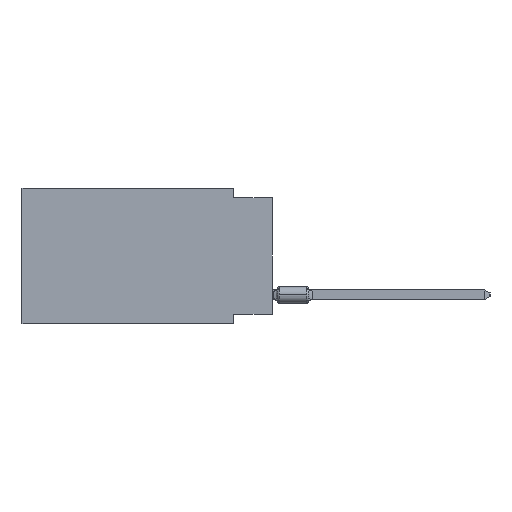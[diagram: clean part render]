
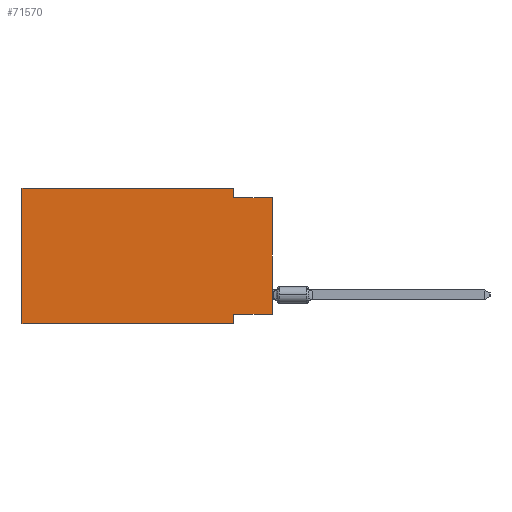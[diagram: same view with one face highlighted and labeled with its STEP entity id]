
A CAD part, left-side view. The second image highlights one B-rep face of the part: STEP entity #71570.
In plain terms, the highlighted planar face has unit normal (-1, 0, 0).
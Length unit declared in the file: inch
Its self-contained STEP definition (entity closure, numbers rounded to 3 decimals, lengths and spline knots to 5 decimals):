
#3005 = VECTOR ( 'NONE', #19498, 39.37008 ) ;
#3718 = DIRECTION ( 'NONE',  ( 0., 0., -1. ) ) ;
#7316 = VECTOR ( 'NONE', #25626, 39.37008 ) ;
#8017 = CARTESIAN_POINT ( 'NONE',  ( 0., 0.645, 0. ) ) ;
#8329 = LINE ( 'NONE', #69193, #76600 ) ;
#10313 = LINE ( 'NONE', #18982, #3005 ) ;
#10333 = VERTEX_POINT ( 'NONE', #13875 ) ;
#12544 = CARTESIAN_POINT ( 'NONE',  ( 0., 0., -0.025 ) ) ;
#12983 = VECTOR ( 'NONE', #80950, 39.37008 ) ;
#13732 = ORIENTED_EDGE ( 'NONE', *, *, #87456, .F. ) ;
#13875 = CARTESIAN_POINT ( 'NONE',  ( 0., 0.1, -0.325 ) ) ;
#18471 = LINE ( 'NONE', #50672, #7316 ) ;
#18528 = VERTEX_POINT ( 'NONE', #12544 ) ;
#18545 = CARTESIAN_POINT ( 'NONE',  ( 0., 0., -0.325 ) ) ;
#18982 = CARTESIAN_POINT ( 'NONE',  ( 0., 0.645, 0. ) ) ;
#19498 = DIRECTION ( 'NONE',  ( 0., 0., 1. ) ) ;
#20101 = EDGE_CURVE ( 'NONE', #49473, #18528, #18471, .T. ) ;
#21510 = CARTESIAN_POINT ( 'NONE',  ( 0., 0.1, 0. ) ) ;
#22286 = VECTOR ( 'NONE', #76571, 39.37008 ) ;
#22861 = CARTESIAN_POINT ( 'NONE',  ( 0., 0.645, 0. ) ) ;
#23364 = LINE ( 'NONE', #8017, #22286 ) ;
#25626 = DIRECTION ( 'NONE',  ( 0., 0., 1. ) ) ;
#30637 = AXIS2_PLACEMENT_3D ( 'NONE', #83831, #60798, #52606 ) ;
#33509 = ORIENTED_EDGE ( 'NONE', *, *, #61489, .F. ) ;
#33844 = VERTEX_POINT ( 'NONE', #22861 ) ;
#37229 = LINE ( 'NONE', #38737, #57249 ) ;
#38737 = CARTESIAN_POINT ( 'NONE',  ( 0., 0.645, -0.35 ) ) ;
#39051 = CARTESIAN_POINT ( 'NONE',  ( 0., 0.1, -0.35 ) ) ;
#41554 = LINE ( 'NONE', #18545, #12983 ) ;
#42579 = VERTEX_POINT ( 'NONE', #44191 ) ;
#42740 = EDGE_CURVE ( 'NONE', #57138, #42579, #8329, .T. ) ;
#42919 = EDGE_CURVE ( 'NONE', #42579, #18528, #48181, .T. ) ;
#44191 = CARTESIAN_POINT ( 'NONE',  ( 0., 0.1, -0.025 ) ) ;
#46216 = EDGE_CURVE ( 'NONE', #10333, #93059, #49219, .T. ) ;
#47117 = ORIENTED_EDGE ( 'NONE', *, *, #46216, .F. ) ;
#48181 = LINE ( 'NONE', #87581, #55343 ) ;
#48681 = DIRECTION ( 'NONE',  ( 0., -1., 0. ) ) ;
#49219 = LINE ( 'NONE', #74269, #79546 ) ;
#49473 = VERTEX_POINT ( 'NONE', #52612 ) ;
#50672 = CARTESIAN_POINT ( 'NONE',  ( 0., 0., 0. ) ) ;
#52606 = DIRECTION ( 'NONE',  ( 0., 0., -1. ) ) ;
#52612 = CARTESIAN_POINT ( 'NONE',  ( 0., 0., -0.325 ) ) ;
#55343 = VECTOR ( 'NONE', #48681, 39.37008 ) ;
#56099 = ORIENTED_EDGE ( 'NONE', *, *, #20101, .T. ) ;
#57138 = VERTEX_POINT ( 'NONE', #21510 ) ;
#57249 = VECTOR ( 'NONE', #100147, 39.37008 ) ;
#57303 = ORIENTED_EDGE ( 'NONE', *, *, #93188, .F. ) ;
#57870 = ORIENTED_EDGE ( 'NONE', *, *, #42740, .F. ) ;
#60303 = PLANE ( 'NONE',  #30637 ) ;
#60798 = DIRECTION ( 'NONE',  ( 1., 0., 0. ) ) ;
#61489 = EDGE_CURVE ( 'NONE', #33844, #57138, #23364, .T. ) ;
#63826 = ORIENTED_EDGE ( 'NONE', *, *, #42919, .F. ) ;
#64925 = CARTESIAN_POINT ( 'NONE',  ( 0., 0.645, -0.35 ) ) ;
#69193 = CARTESIAN_POINT ( 'NONE',  ( 0., 0.1, 0. ) ) ;
#71570 = ADVANCED_FACE ( 'NONE', ( #75152 ), #60303, .F. ) ;
#74269 = CARTESIAN_POINT ( 'NONE',  ( 0., 0.1, -0.35 ) ) ;
#75152 = FACE_OUTER_BOUND ( 'NONE', #94401, .T. ) ;
#76561 = VERTEX_POINT ( 'NONE', #64925 ) ;
#76571 = DIRECTION ( 'NONE',  ( 0., -1., 0. ) ) ;
#76600 = VECTOR ( 'NONE', #77877, 39.37008 ) ;
#77877 = DIRECTION ( 'NONE',  ( 0., 0., -1. ) ) ;
#79401 = EDGE_CURVE ( 'NONE', #76561, #93059, #37229, .T. ) ;
#79546 = VECTOR ( 'NONE', #3718, 39.37008 ) ;
#80950 = DIRECTION ( 'NONE',  ( 0., 1., 0. ) ) ;
#83831 = CARTESIAN_POINT ( 'NONE',  ( 0., 0.645, 0. ) ) ;
#87456 = EDGE_CURVE ( 'NONE', #76561, #33844, #10313, .T. ) ;
#87581 = CARTESIAN_POINT ( 'NONE',  ( 0., 0., -0.025 ) ) ;
#90894 = ORIENTED_EDGE ( 'NONE', *, *, #79401, .T. ) ;
#93059 = VERTEX_POINT ( 'NONE', #39051 ) ;
#93188 = EDGE_CURVE ( 'NONE', #49473, #10333, #41554, .T. ) ;
#94401 = EDGE_LOOP ( 'NONE', ( #56099, #63826, #57870, #33509, #13732, #90894, #47117, #57303 ) ) ;
#100147 = DIRECTION ( 'NONE',  ( 0., -1., 0. ) ) ;
